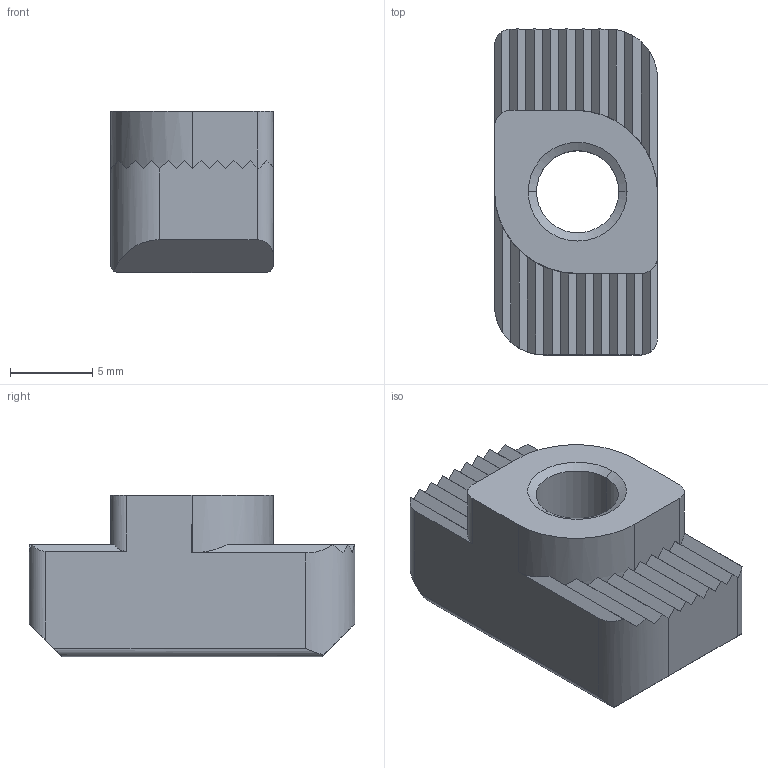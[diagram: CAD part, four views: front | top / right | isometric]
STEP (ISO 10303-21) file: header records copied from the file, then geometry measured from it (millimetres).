
FILE_DESCRIPTION(('Creo Elements/Direct Modeling STEP Export'),'2;1');
FILE_NAME('55.0100_Flachnutenstein-MMS-55_M6.stp','2022-03-21T 8:06:16',(''),(''),'PTC Creo Elements/Direct Modeling STEP processor for AP214 (Solid Model)','PTC Creo Elements/Direct Modeling 19.0C 15-Aug-2015 (C) Parametric Technology GmbH','');
FILE_SCHEMA(('AUTOMOTIVE_DESIGN { 1 0 10303 214 1 1 1 1 }'));
Length unit declared in the file: millimetre
Products named in the file (1): 327218-1644901564-10e7c6305d1b-0979706
Bounding box: 9.9 x 19.8 x 9.8 mm (x, y, z)
Volume: 1308.1 mm3; surface area: 977.3 mm2
Topology: 1 solids, 1 shells, 68 faces, 190 edges, 124 vertices
Faces by surface type: plane 52, cylinder 12, cone 4
Entity records: 2278 total; most frequent: CARTESIAN_POINT 435, DIRECTION 386, ORIENTED_EDGE 380, EDGE_CURVE 190, AXIS2_PLACEMENT_3D 131, VERTEX_POINT 124, VECTOR 124, LINE 124
